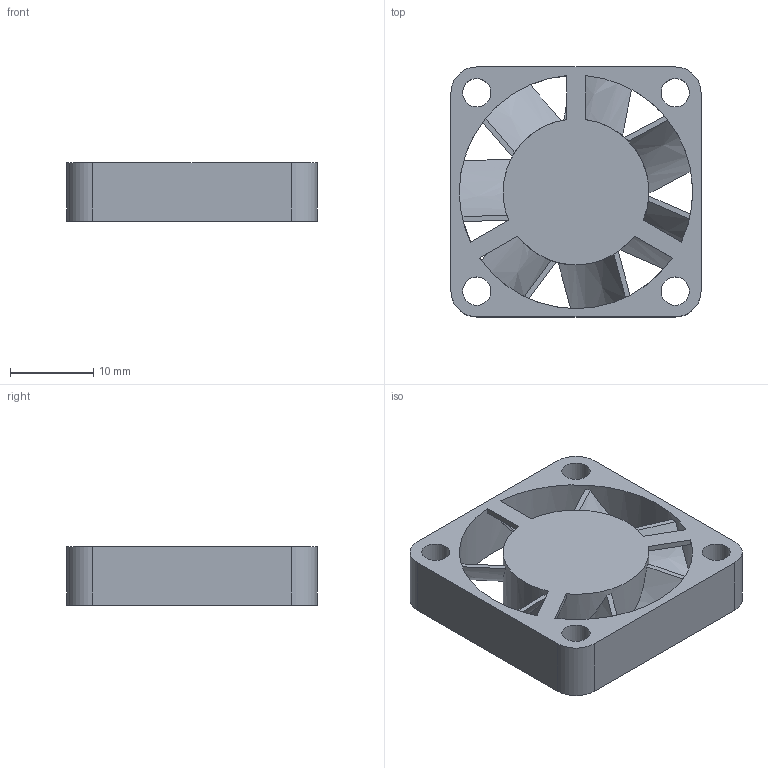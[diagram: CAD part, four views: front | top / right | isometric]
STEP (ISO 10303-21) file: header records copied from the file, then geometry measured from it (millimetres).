
FILE_DESCRIPTION(/* description */ (''),/* implementation_level */ '2;1');
FILE_NAME(/* name */ '3007 5V Fan.step',/* time_stamp */ '2025-08-25T19:18:22Z',/* author */ (''),/* organization */ (''),/* preprocessor_version */ 'ST-DEVELOPER v20.1',/* originating_system */ 'Autodesk Translation Framework v14.10.0.0',/* authorisation */ '');
FILE_SCHEMA (('AUTOMOTIVE_DESIGN { 1 0 10303 214 3 1 1 }'));
Length unit declared in the file: millimetre
Products named in the file (1): LD3007MS FAN
Bounding box: 30 x 30 x 7.02 mm (x, y, z)
Volume: 3526.1 mm3; surface area: 3838.6 mm2
Topology: 1 solids, 1 shells, 70 faces, 224 edges, 140 vertices
Faces by surface type: plane 30, cylinder 26, bspline 14
Full cylindrical faces by diameter (mm): 3.4 x4, 17.5 x1, 28 x1
Entity records: 3044 total; most frequent: CARTESIAN_POINT 1073, ORIENTED_EDGE 448, DIRECTION 366, EDGE_CURVE 224, AXIS2_PLACEMENT_3D 145, VERTEX_POINT 140, CIRCLE 88, EDGE_LOOP 82
